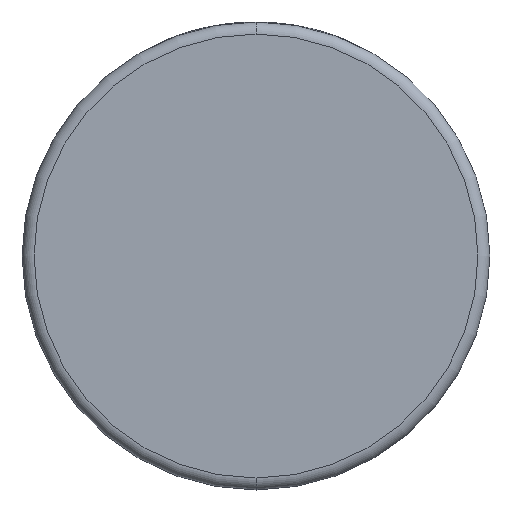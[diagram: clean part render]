
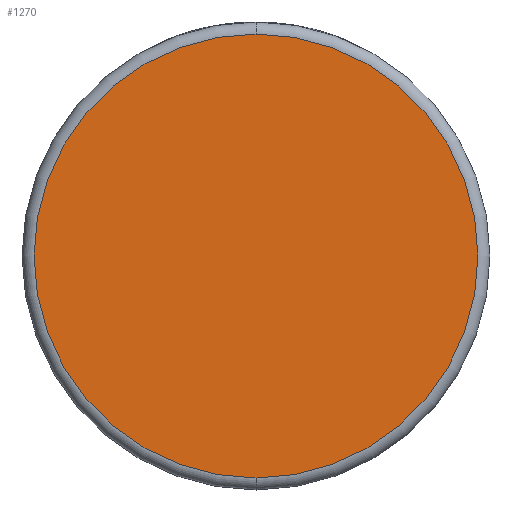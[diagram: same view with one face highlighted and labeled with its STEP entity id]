
A CAD part, front view. The second image highlights one B-rep face of the part: STEP entity #1270.
In plain terms, the highlighted planar face has unit normal (0, -1, 0).
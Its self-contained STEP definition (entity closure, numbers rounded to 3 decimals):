
#46 = VERTEX_POINT ( 'NONE', #3096 ) ;
#423 = CARTESIAN_POINT ( 'NONE',  ( 0., 0., -37. ) ) ;
#472 = CIRCLE ( 'NONE', #3409, 37. ) ;
#598 = CARTESIAN_POINT ( 'NONE',  ( 0., 0., 0. ) ) ;
#708 = VERTEX_POINT ( 'NONE', #423 ) ;
#856 = CARTESIAN_POINT ( 'NONE',  ( 0., 0., 0. ) ) ;
#891 = DIRECTION ( 'NONE',  ( 0., 1., 0. ) ) ;
#1202 = DIRECTION ( 'NONE',  ( 0., 0., 1. ) ) ;
#1206 = DIRECTION ( 'NONE',  ( 0., 0., 1. ) ) ;
#1245 = EDGE_CURVE ( 'NONE', #46, #708, #472, .T. ) ;
#1270 = ADVANCED_FACE ( 'NONE', ( #2934 ), #3813, .F. ) ;
#1584 = DIRECTION ( 'NONE',  ( 0., -1., 0. ) ) ;
#1792 = AXIS2_PLACEMENT_3D ( 'NONE', #856, #3560, #1202 ) ;
#1854 = CARTESIAN_POINT ( 'NONE',  ( 0., 0., 0. ) ) ;
#2009 = EDGE_LOOP ( 'NONE', ( #3216, #2954 ) ) ;
#2934 = FACE_OUTER_BOUND ( 'NONE', #2009, .T. ) ;
#2940 = AXIS2_PLACEMENT_3D ( 'NONE', #1854, #891, #4155 ) ;
#2954 = ORIENTED_EDGE ( 'NONE', *, *, #3316, .T. ) ;
#3096 = CARTESIAN_POINT ( 'NONE',  ( 0., 0., 37. ) ) ;
#3216 = ORIENTED_EDGE ( 'NONE', *, *, #1245, .T. ) ;
#3316 = EDGE_CURVE ( 'NONE', #708, #46, #4048, .T. ) ;
#3409 = AXIS2_PLACEMENT_3D ( 'NONE', #598, #1584, #1206 ) ;
#3560 = DIRECTION ( 'NONE',  ( 0., -1., 0. ) ) ;
#3813 = PLANE ( 'NONE',  #2940 ) ;
#4048 = CIRCLE ( 'NONE', #1792, 37. ) ;
#4155 = DIRECTION ( 'NONE',  ( 0., 0., 1. ) ) ;
